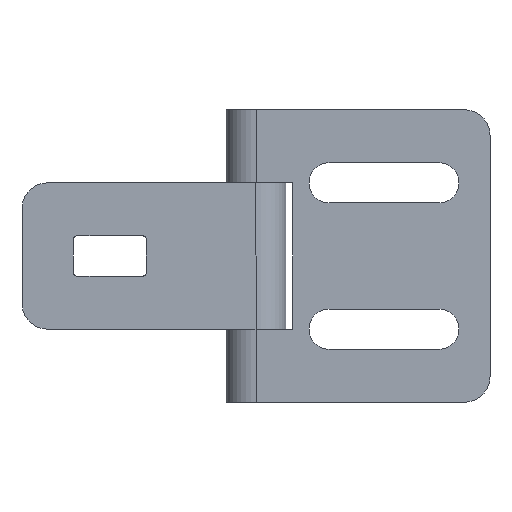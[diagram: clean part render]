
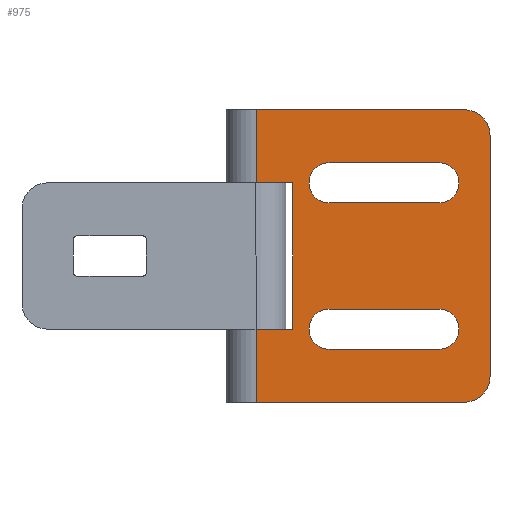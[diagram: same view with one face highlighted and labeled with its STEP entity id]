
A CAD part, left-side view. The second image highlights one B-rep face of the part: STEP entity #975.
In plain terms, the highlighted planar face has unit normal (-1, 0, 0).
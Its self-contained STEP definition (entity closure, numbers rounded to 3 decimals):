
#152=CARTESIAN_POINT('',(-4.1,-32.0,-16.5));
#153=VERTEX_POINT('',#152);
#160=CARTESIAN_POINT('',(-4.1,-28.5,-20.0));
#161=VERTEX_POINT('',#160);
#162=CARTESIAN_POINT('',(-4.1,-28.5,-16.5));
#163=DIRECTION('',(1.0,0.0,0.0));
#164=DIRECTION('',(0.0,-0.707,-0.707));
#165=AXIS2_PLACEMENT_3D('',#162,#163,#164);
#166=CIRCLE('',#165,3.5);
#167=EDGE_CURVE('',#153,#161,#166,.T.);
#192=CARTESIAN_POINT('',(-4.1,-32.0,16.5));
#193=VERTEX_POINT('',#192);
#200=CARTESIAN_POINT('',(-4.1,-32.0,-16.5));
#201=DIRECTION('',(0.0,0.0,1.0));
#202=VECTOR('',#201,33.0);
#203=LINE('',#200,#202);
#204=EDGE_CURVE('',#153,#193,#203,.T.);
#359=CARTESIAN_POINT('',(-4.1,-28.5,20.0));
#360=VERTEX_POINT('',#359);
#361=CARTESIAN_POINT('',(-4.1,-28.5,16.5));
#362=DIRECTION('',(1.0,0.0,0.0));
#363=DIRECTION('',(0.0,-0.707,0.707));
#364=AXIS2_PLACEMENT_3D('',#361,#362,#363);
#365=CIRCLE('',#364,3.5);
#366=EDGE_CURVE('',#360,#193,#365,.T.);
#412=CARTESIAN_POINT('',(-4.1,0.,20.0));
#413=VERTEX_POINT('',#412);
#421=CARTESIAN_POINT('',(-4.1,-28.5,20.0));
#422=DIRECTION('',(0.0,1.0,0.0));
#423=VECTOR('',#422,28.5);
#424=LINE('',#421,#423);
#425=EDGE_CURVE('',#360,#413,#424,.T.);
#435=CARTESIAN_POINT('',(-4.1,-25.0,-12.75));
#436=VERTEX_POINT('',#435);
#437=CARTESIAN_POINT('',(-4.1,-10.0,-12.75));
#438=VERTEX_POINT('',#437);
#439=CARTESIAN_POINT('',(-4.1,-25.0,-12.75));
#440=DIRECTION('',(0.0,1.0,0.0));
#441=VECTOR('',#440,15.0);
#442=LINE('',#439,#441);
#443=EDGE_CURVE('',#436,#438,#442,.T.);
#466=CARTESIAN_POINT('',(-4.1,-10.0,-7.25));
#467=VERTEX_POINT('',#466);
#468=CARTESIAN_POINT('',(-4.1,-10.0,-10.0));
#469=DIRECTION('',(1.0,0.0,0.0));
#470=DIRECTION('',(0.0,0.0,1.0));
#471=AXIS2_PLACEMENT_3D('',#468,#469,#470);
#472=CIRCLE('',#471,2.75);
#473=EDGE_CURVE('',#438,#467,#472,.T.);
#491=CARTESIAN_POINT('',(-4.1,-25.0,-7.25));
#492=VERTEX_POINT('',#491);
#493=CARTESIAN_POINT('',(-4.1,-10.0,-7.25));
#494=DIRECTION('',(0.0,-1.0,0.0));
#495=VECTOR('',#494,15.0);
#496=LINE('',#493,#495);
#497=EDGE_CURVE('',#467,#492,#496,.T.);
#515=CARTESIAN_POINT('',(-4.1,-25.0,-10.0));
#516=DIRECTION('',(1.0,0.0,0.0));
#517=DIRECTION('',(0.0,0.0,-1.0));
#518=AXIS2_PLACEMENT_3D('',#515,#516,#517);
#519=CIRCLE('',#518,2.75);
#520=EDGE_CURVE('',#492,#436,#519,.T.);
#533=CARTESIAN_POINT('',(-4.1,-25.0,7.25));
#534=VERTEX_POINT('',#533);
#535=CARTESIAN_POINT('',(-4.1,-10.0,7.25));
#536=VERTEX_POINT('',#535);
#537=CARTESIAN_POINT('',(-4.1,-25.0,7.25));
#538=DIRECTION('',(0.0,1.0,0.0));
#539=VECTOR('',#538,15.0);
#540=LINE('',#537,#539);
#541=EDGE_CURVE('',#534,#536,#540,.T.);
#564=CARTESIAN_POINT('',(-4.1,-10.0,12.75));
#565=VERTEX_POINT('',#564);
#566=CARTESIAN_POINT('',(-4.1,-10.0,10.0));
#567=DIRECTION('',(1.0,0.0,0.0));
#568=DIRECTION('',(0.0,0.0,1.0));
#569=AXIS2_PLACEMENT_3D('',#566,#567,#568);
#570=CIRCLE('',#569,2.75);
#571=EDGE_CURVE('',#536,#565,#570,.T.);
#589=CARTESIAN_POINT('',(-4.1,-25.0,12.75));
#590=VERTEX_POINT('',#589);
#591=CARTESIAN_POINT('',(-4.1,-10.0,12.75));
#592=DIRECTION('',(0.0,-1.0,0.0));
#593=VECTOR('',#592,15.0);
#594=LINE('',#591,#593);
#595=EDGE_CURVE('',#565,#590,#594,.T.);
#613=CARTESIAN_POINT('',(-4.1,-25.0,10.0));
#614=DIRECTION('',(1.0,0.0,0.0));
#615=DIRECTION('',(0.0,0.0,-1.0));
#616=AXIS2_PLACEMENT_3D('',#613,#614,#615);
#617=CIRCLE('',#616,2.75);
#618=EDGE_CURVE('',#590,#534,#617,.T.);
#632=CARTESIAN_POINT('',(-4.1,-5.0,10.0));
#633=VERTEX_POINT('',#632);
#640=CARTESIAN_POINT('',(-4.1,0.,10.));
#641=VERTEX_POINT('',#640);
#642=CARTESIAN_POINT('',(-4.1,0.,10.));
#643=DIRECTION('',(0.0,-1.0,0.0));
#644=VECTOR('',#643,5.);
#645=LINE('',#642,#644);
#646=EDGE_CURVE('',#641,#633,#645,.T.);
#690=CARTESIAN_POINT('',(-4.1,-5.0,-10.0));
#691=VERTEX_POINT('',#690);
#698=CARTESIAN_POINT('',(-4.1,-5.0,10.0));
#699=DIRECTION('',(0.0,0.0,-1.0));
#700=VECTOR('',#699,20.0);
#701=LINE('',#698,#700);
#702=EDGE_CURVE('',#633,#691,#701,.T.);
#740=CARTESIAN_POINT('',(-4.1,0.,-10.));
#741=VERTEX_POINT('',#740);
#749=CARTESIAN_POINT('',(-4.1,-5.0,-10.0));
#750=DIRECTION('',(0.0,1.0,0.0));
#751=VECTOR('',#750,5.);
#752=LINE('',#749,#751);
#753=EDGE_CURVE('',#691,#741,#752,.T.);
#841=CARTESIAN_POINT('',(-4.1,0.,20.0));
#842=DIRECTION('',(0.0,0.0,-1.0));
#843=VECTOR('',#842,10.);
#844=LINE('',#841,#843);
#845=EDGE_CURVE('',#413,#641,#844,.T.);
#858=CARTESIAN_POINT('',(-4.1,0.,-20.0));
#859=VERTEX_POINT('',#858);
#860=CARTESIAN_POINT('',(-4.1,0.,-20.0));
#861=DIRECTION('',(0.0,-1.0,0.0));
#862=VECTOR('',#861,28.5);
#863=LINE('',#860,#862);
#864=EDGE_CURVE('',#859,#161,#863,.T.);
#908=CARTESIAN_POINT('',(-4.1,0.,-10.));
#909=DIRECTION('',(0.0,0.0,-1.0));
#910=VECTOR('',#909,10.);
#911=LINE('',#908,#910);
#912=EDGE_CURVE('',#741,#859,#911,.T.);
#946=CARTESIAN_POINT('',(-4.1,-33.6,-22.0));
#947=DIRECTION('',(-1.0,0.0,0.0));
#948=DIRECTION('',(0.0,0.0,1.0));
#949=AXIS2_PLACEMENT_3D('',#946,#947,#948);
#950=PLANE('',#949);
#951=ORIENTED_EDGE('',*,*,#167,.F.);
#952=ORIENTED_EDGE('',*,*,#204,.T.);
#953=ORIENTED_EDGE('',*,*,#366,.F.);
#954=ORIENTED_EDGE('',*,*,#425,.T.);
#955=ORIENTED_EDGE('',*,*,#845,.T.);
#956=ORIENTED_EDGE('',*,*,#646,.T.);
#957=ORIENTED_EDGE('',*,*,#702,.T.);
#958=ORIENTED_EDGE('',*,*,#753,.T.);
#959=ORIENTED_EDGE('',*,*,#912,.T.);
#960=ORIENTED_EDGE('',*,*,#864,.T.);
#961=EDGE_LOOP('',(#951,#952,#953,#954,#955,#956,#957,#958,#959,#960));
#962=FACE_OUTER_BOUND('',#961,.T.);
#963=ORIENTED_EDGE('',*,*,#443,.T.);
#964=ORIENTED_EDGE('',*,*,#473,.T.);
#965=ORIENTED_EDGE('',*,*,#497,.T.);
#966=ORIENTED_EDGE('',*,*,#520,.T.);
#967=EDGE_LOOP('',(#963,#964,#965,#966));
#968=FACE_BOUND('',#967,.T.);
#969=ORIENTED_EDGE('',*,*,#595,.T.);
#970=ORIENTED_EDGE('',*,*,#618,.T.);
#971=ORIENTED_EDGE('',*,*,#541,.T.);
#972=ORIENTED_EDGE('',*,*,#571,.T.);
#973=EDGE_LOOP('',(#969,#970,#971,#972));
#974=FACE_BOUND('',#973,.T.);
#975=ADVANCED_FACE('',(#962,#968,#974),#950,.T.);
